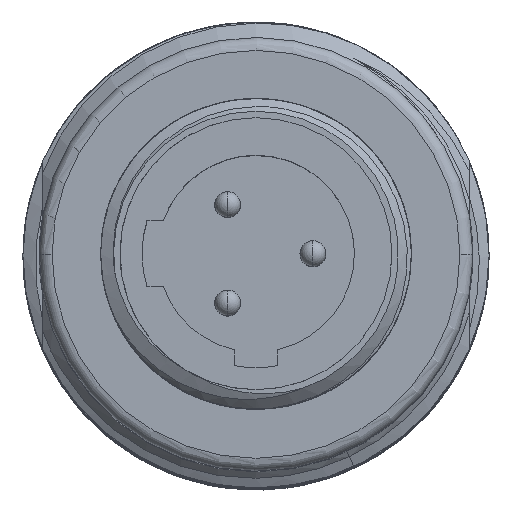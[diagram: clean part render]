
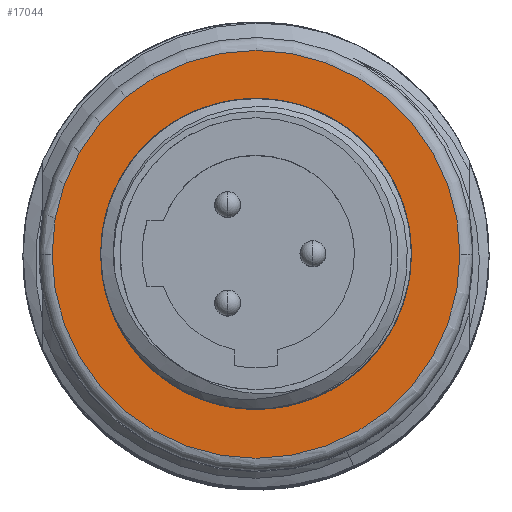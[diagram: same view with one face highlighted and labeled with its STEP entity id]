
A CAD part, top view. The second image highlights one B-rep face of the part: STEP entity #17044.
In plain terms, the highlighted planar face has unit normal (0, 0, 1).
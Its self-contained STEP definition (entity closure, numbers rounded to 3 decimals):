
#5772=CARTESIAN_POINT('',(0.,0.,60.));
#5773=DIRECTION('',(0.,0.,-1.));
#5774=DIRECTION('',(1.,0.,0.));
#5775=AXIS2_PLACEMENT_3D('',#5772,#5773,#5774);
#5777=CARTESIAN_POINT('',(0.,0.,60.));
#5778=DIRECTION('',(0.,0.,-1.));
#5779=DIRECTION('',(-1.,0.,0.));
#5780=AXIS2_PLACEMENT_3D('',#5777,#5778,#5779);
#5782=CARTESIAN_POINT('',(0.,0.,60.));
#5783=DIRECTION('',(0.,0.,1.));
#5784=DIRECTION('',(1.,0.,0.));
#5785=AXIS2_PLACEMENT_3D('',#5782,#5783,#5784);
#5787=CARTESIAN_POINT('',(0.,0.,60.));
#5788=DIRECTION('',(0.,0.,1.));
#5789=DIRECTION('',(-1.,0.,0.));
#5790=AXIS2_PLACEMENT_3D('',#5787,#5788,#5789);
#9018=CARTESIAN_POINT('',(-7.875,0.,60.));
#9019=CARTESIAN_POINT('',(7.875,0.,60.));
#9020=VERTEX_POINT('',#9018);
#9021=VERTEX_POINT('',#9019);
#9022=CARTESIAN_POINT('',(5.25,0.,60.));
#9023=CARTESIAN_POINT('',(-5.25,0.,60.));
#9024=VERTEX_POINT('',#9022);
#9025=VERTEX_POINT('',#9023);
#17028=CARTESIAN_POINT('',(0.,0.,60.));
#17029=DIRECTION('',(0.,0.,1.));
#17030=DIRECTION('',(1.,0.,0.));
#17031=AXIS2_PLACEMENT_3D('',#17028,#17029,#17030);
#17032=PLANE('',#17031);
#17034=ORIENTED_EDGE('',*,*,#17033,.T.);
#17035=ORIENTED_EDGE('',*,*,#17017,.T.);
#17036=EDGE_LOOP('',(#17034,#17035));
#17037=FACE_OUTER_BOUND('',#17036,.F.);
#17039=ORIENTED_EDGE('',*,*,#17038,.T.);
#17041=ORIENTED_EDGE('',*,*,#17040,.T.);
#17042=EDGE_LOOP('',(#17039,#17041));
#17043=FACE_BOUND('',#17042,.F.);
#5776=CIRCLE('',#5775,7.875);
#5781=CIRCLE('',#5780,7.875);
#5786=CIRCLE('',#5785,5.25);
#5791=CIRCLE('',#5790,5.25);
#17017=EDGE_CURVE('',#9020,#9021,#5781,.T.);
#17033=EDGE_CURVE('',#9021,#9020,#5776,.T.);
#17038=EDGE_CURVE('',#9024,#9025,#5786,.T.);
#17040=EDGE_CURVE('',#9025,#9024,#5791,.T.);
#17044=ADVANCED_FACE('',(#17037,#17043),#17032,.T.);
